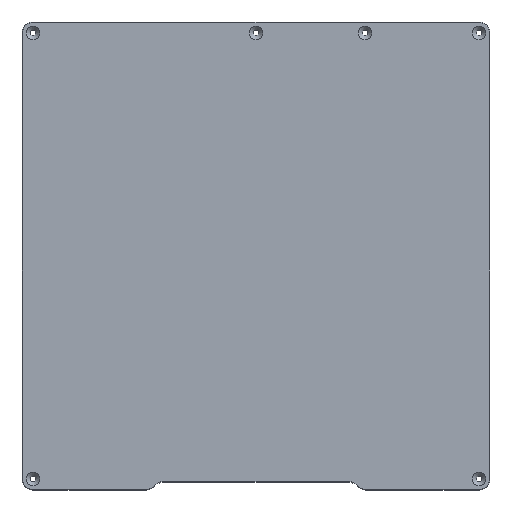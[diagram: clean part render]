
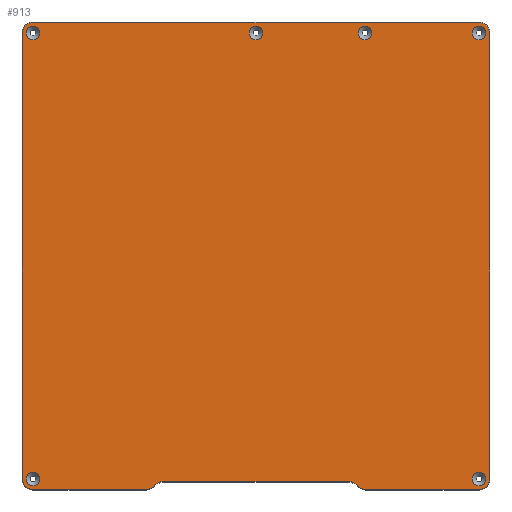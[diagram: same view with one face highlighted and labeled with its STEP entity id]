
A CAD part, top view. The second image highlights one B-rep face of the part: STEP entity #913.
In plain terms, the highlighted planar face has unit normal (0, 0, 1).
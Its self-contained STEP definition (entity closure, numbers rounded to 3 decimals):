
#21=FACE_BOUND('',#218,.T.);
#22=FACE_BOUND('',#219,.T.);
#23=FACE_BOUND('',#220,.T.);
#24=FACE_BOUND('',#221,.T.);
#25=FACE_BOUND('',#222,.T.);
#26=FACE_BOUND('',#223,.T.);
#68=CIRCLE('',#992,9.5);
#70=CIRCLE('',#996,9.5);
#72=CIRCLE('',#1000,9.5);
#74=CIRCLE('',#1004,9.5);
#75=CIRCLE('',#1007,9.5);
#76=CIRCLE('',#1009,10.5);
#77=CIRCLE('',#1012,10.5);
#78=CIRCLE('',#1014,9.5);
#79=CIRCLE('',#1022,6.25);
#80=CIRCLE('',#1023,6.25);
#81=CIRCLE('',#1024,6.25);
#82=CIRCLE('',#1025,6.25);
#83=CIRCLE('',#1026,6.25);
#84=CIRCLE('',#1027,6.25);
#155=FACE_OUTER_BOUND('',#217,.T.);
#217=EDGE_LOOP('',(#779,#780,#781,#782,#783,#784,#785,#786,#787,#788,#789,
#790,#791,#792));
#218=EDGE_LOOP('',(#793));
#219=EDGE_LOOP('',(#794));
#220=EDGE_LOOP('',(#795));
#221=EDGE_LOOP('',(#796));
#222=EDGE_LOOP('',(#797));
#223=EDGE_LOOP('',(#798));
#275=LINE('',#1471,#353);
#279=LINE('',#1483,#357);
#283=LINE('',#1495,#361);
#287=LINE('',#1507,#365);
#291=LINE('',#1517,#369);
#295=LINE('',#1529,#373);
#353=VECTOR('',#1185,10.);
#357=VECTOR('',#1197,10.);
#361=VECTOR('',#1209,10.);
#365=VECTOR('',#1221,10.);
#369=VECTOR('',#1233,10.);
#373=VECTOR('',#1247,10.);
#435=VERTEX_POINT('',#1468);
#436=VERTEX_POINT('',#1470);
#438=VERTEX_POINT('',#1476);
#440=VERTEX_POINT('',#1481);
#442=VERTEX_POINT('',#1488);
#444=VERTEX_POINT('',#1493);
#446=VERTEX_POINT('',#1500);
#448=VERTEX_POINT('',#1505);
#449=VERTEX_POINT('',#1511);
#450=VERTEX_POINT('',#1515);
#451=VERTEX_POINT('',#1519);
#452=VERTEX_POINT('',#1523);
#453=VERTEX_POINT('',#1527);
#454=VERTEX_POINT('',#1531);
#455=VERTEX_POINT('',#1549);
#456=VERTEX_POINT('',#1551);
#457=VERTEX_POINT('',#1553);
#458=VERTEX_POINT('',#1555);
#459=VERTEX_POINT('',#1557);
#460=VERTEX_POINT('',#1559);
#531=EDGE_CURVE('',#435,#436,#275,.T.);
#535=EDGE_CURVE('',#438,#435,#68,.T.);
#537=EDGE_CURVE('',#440,#438,#279,.T.);
#541=EDGE_CURVE('',#442,#440,#70,.T.);
#543=EDGE_CURVE('',#444,#442,#283,.T.);
#547=EDGE_CURVE('',#446,#444,#72,.T.);
#549=EDGE_CURVE('',#448,#446,#287,.T.);
#553=EDGE_CURVE('',#449,#448,#74,.T.);
#555=EDGE_CURVE('',#450,#449,#291,.T.);
#557=EDGE_CURVE('',#451,#450,#75,.T.);
#559=EDGE_CURVE('',#452,#451,#76,.T.);
#561=EDGE_CURVE('',#453,#452,#295,.T.);
#563=EDGE_CURVE('',#454,#453,#77,.T.);
#564=EDGE_CURVE('',#436,#454,#78,.T.);
#571=EDGE_CURVE('',#455,#455,#79,.T.);
#572=EDGE_CURVE('',#456,#456,#80,.T.);
#573=EDGE_CURVE('',#457,#457,#81,.T.);
#574=EDGE_CURVE('',#458,#458,#82,.T.);
#575=EDGE_CURVE('',#459,#459,#83,.T.);
#576=EDGE_CURVE('',#460,#460,#84,.T.);
#779=ORIENTED_EDGE('',*,*,#531,.F.);
#780=ORIENTED_EDGE('',*,*,#535,.F.);
#781=ORIENTED_EDGE('',*,*,#537,.F.);
#782=ORIENTED_EDGE('',*,*,#541,.F.);
#783=ORIENTED_EDGE('',*,*,#543,.F.);
#784=ORIENTED_EDGE('',*,*,#547,.F.);
#785=ORIENTED_EDGE('',*,*,#549,.F.);
#786=ORIENTED_EDGE('',*,*,#553,.F.);
#787=ORIENTED_EDGE('',*,*,#555,.F.);
#788=ORIENTED_EDGE('',*,*,#557,.F.);
#789=ORIENTED_EDGE('',*,*,#559,.F.);
#790=ORIENTED_EDGE('',*,*,#561,.F.);
#791=ORIENTED_EDGE('',*,*,#563,.F.);
#792=ORIENTED_EDGE('',*,*,#564,.F.);
#793=ORIENTED_EDGE('',*,*,#571,.T.);
#794=ORIENTED_EDGE('',*,*,#572,.T.);
#795=ORIENTED_EDGE('',*,*,#573,.T.);
#796=ORIENTED_EDGE('',*,*,#574,.T.);
#797=ORIENTED_EDGE('',*,*,#575,.T.);
#798=ORIENTED_EDGE('',*,*,#576,.T.);
#870=PLANE('',#1021);
#913=ADVANCED_FACE('',(#155,#21,#22,#23,#24,#25,#26),#870,.T.);
#992=AXIS2_PLACEMENT_3D('',#1478,#1192,#1193);
#996=AXIS2_PLACEMENT_3D('',#1490,#1204,#1205);
#1000=AXIS2_PLACEMENT_3D('',#1502,#1216,#1217);
#1004=AXIS2_PLACEMENT_3D('',#1513,#1228,#1229);
#1007=AXIS2_PLACEMENT_3D('',#1521,#1237,#1238);
#1009=AXIS2_PLACEMENT_3D('',#1525,#1242,#1243);
#1012=AXIS2_PLACEMENT_3D('',#1533,#1251,#1252);
#1014=AXIS2_PLACEMENT_3D('',#1535,#1255,#1256);
#1021=AXIS2_PLACEMENT_3D('',#1548,#1275,#1276);
#1022=AXIS2_PLACEMENT_3D('',#1550,#1277,#1278);
#1023=AXIS2_PLACEMENT_3D('',#1552,#1279,#1280);
#1024=AXIS2_PLACEMENT_3D('',#1554,#1281,#1282);
#1025=AXIS2_PLACEMENT_3D('',#1556,#1283,#1284);
#1026=AXIS2_PLACEMENT_3D('',#1558,#1285,#1286);
#1027=AXIS2_PLACEMENT_3D('',#1560,#1287,#1288);
#1185=DIRECTION('',(-1.,0.,0.));
#1192=DIRECTION('center_axis',(0.,0.,-1.));
#1193=DIRECTION('ref_axis',(0.707,-0.707,0.));
#1197=DIRECTION('',(0.,-1.,0.));
#1204=DIRECTION('center_axis',(0.,0.,-1.));
#1205=DIRECTION('ref_axis',(0.707,0.707,0.));
#1209=DIRECTION('',(1.,0.,0.));
#1216=DIRECTION('center_axis',(0.,0.,-1.));
#1217=DIRECTION('ref_axis',(-0.707,0.707,0.));
#1221=DIRECTION('',(0.,1.,0.));
#1228=DIRECTION('center_axis',(0.,0.,-1.));
#1229=DIRECTION('ref_axis',(-0.707,-0.707,0.));
#1233=DIRECTION('',(-1.,0.,0.));
#1237=DIRECTION('center_axis',(0.,0.,-1.));
#1238=DIRECTION('ref_axis',(0.418,-0.908,0.));
#1242=DIRECTION('center_axis',(0.,0.,1.));
#1243=DIRECTION('ref_axis',(-0.954,0.3,0.));
#1247=DIRECTION('',(-1.,0.,0.));
#1251=DIRECTION('center_axis',(0.,0.,1.));
#1252=DIRECTION('ref_axis',(0.954,0.3,0.));
#1255=DIRECTION('center_axis',(0.,0.,-1.));
#1256=DIRECTION('ref_axis',(-0.418,-0.908,0.));
#1275=DIRECTION('center_axis',(0.,0.,1.));
#1276=DIRECTION('ref_axis',(1.,0.,0.));
#1277=DIRECTION('center_axis',(0.,0.,-1.));
#1278=DIRECTION('ref_axis',(1.,0.,0.));
#1279=DIRECTION('center_axis',(0.,0.,-1.));
#1280=DIRECTION('ref_axis',(1.,0.,0.));
#1281=DIRECTION('center_axis',(0.,0.,-1.));
#1282=DIRECTION('ref_axis',(1.,0.,0.));
#1283=DIRECTION('center_axis',(0.,0.,-1.));
#1284=DIRECTION('ref_axis',(1.,0.,0.));
#1285=DIRECTION('center_axis',(0.,0.,-1.));
#1286=DIRECTION('ref_axis',(1.,0.,0.));
#1287=DIRECTION('center_axis',(0.,0.,-1.));
#1288=DIRECTION('ref_axis',(1.,0.,0.));
#1468=CARTESIAN_POINT('',(204.5,-214.,0.));
#1470=CARTESIAN_POINT('',(100.659,-214.,0.));
#1471=CARTESIAN_POINT('',(107.25,-214.,0.));
#1476=CARTESIAN_POINT('',(214.,-204.5,0.));
#1478=CARTESIAN_POINT('Origin',(204.5,-204.5,0.));
#1481=CARTESIAN_POINT('',(214.,204.5,0.));
#1483=CARTESIAN_POINT('',(214.,107.25,0.));
#1488=CARTESIAN_POINT('',(204.5,214.,0.));
#1490=CARTESIAN_POINT('Origin',(204.5,204.5,0.));
#1493=CARTESIAN_POINT('',(-204.5,214.,0.));
#1495=CARTESIAN_POINT('',(-107.25,214.,0.));
#1500=CARTESIAN_POINT('',(-214.,204.5,0.));
#1502=CARTESIAN_POINT('Origin',(-204.5,204.5,0.));
#1505=CARTESIAN_POINT('',(-214.,-204.5,0.));
#1507=CARTESIAN_POINT('',(-214.,-107.25,0.));
#1511=CARTESIAN_POINT('',(-204.5,-214.,0.));
#1513=CARTESIAN_POINT('Origin',(-204.5,-204.5,0.));
#1515=CARTESIAN_POINT('',(-100.659,-214.,0.));
#1517=CARTESIAN_POINT('',(-47.5,-214.,0.));
#1519=CARTESIAN_POINT('',(-93.44,-210.675,0.));
#1521=CARTESIAN_POINT('Origin',(-100.659,-204.5,0.));
#1523=CARTESIAN_POINT('',(-85.461,-207.,0.));
#1525=CARTESIAN_POINT('Origin',(-85.461,-217.5,0.));
#1527=CARTESIAN_POINT('',(85.461,-207.,0.));
#1529=CARTESIAN_POINT('',(47.5,-207.,0.));
#1531=CARTESIAN_POINT('',(93.44,-210.675,0.));
#1533=CARTESIAN_POINT('Origin',(85.461,-217.5,0.));
#1535=CARTESIAN_POINT('Origin',(100.659,-204.5,0.));
#1548=CARTESIAN_POINT('Origin',(0.,0.,0.));
#1549=CARTESIAN_POINT('',(198.25,-204.5,0.));
#1550=CARTESIAN_POINT('Origin',(204.5,-204.5,0.));
#1551=CARTESIAN_POINT('',(198.25,204.5,0.));
#1552=CARTESIAN_POINT('Origin',(204.5,204.5,0.));
#1553=CARTESIAN_POINT('',(-6.25,204.5,0.));
#1554=CARTESIAN_POINT('Origin',(0.,204.5,0.));
#1555=CARTESIAN_POINT('',(-210.75,204.5,0.));
#1556=CARTESIAN_POINT('Origin',(-204.5,204.5,0.));
#1557=CARTESIAN_POINT('',(93.75,204.5,0.));
#1558=CARTESIAN_POINT('Origin',(100.,204.5,0.));
#1559=CARTESIAN_POINT('',(-210.75,-204.5,0.));
#1560=CARTESIAN_POINT('Origin',(-204.5,-204.5,0.));
